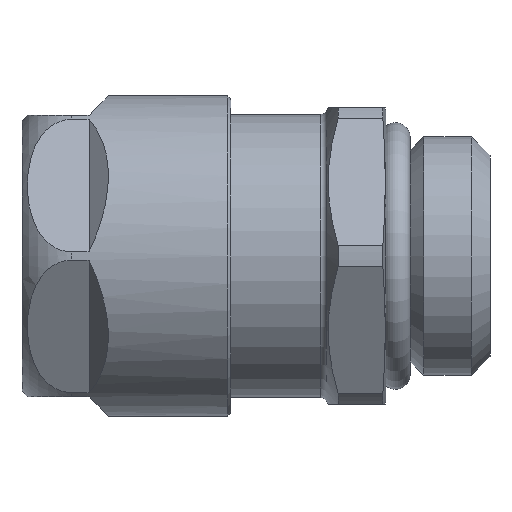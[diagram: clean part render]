
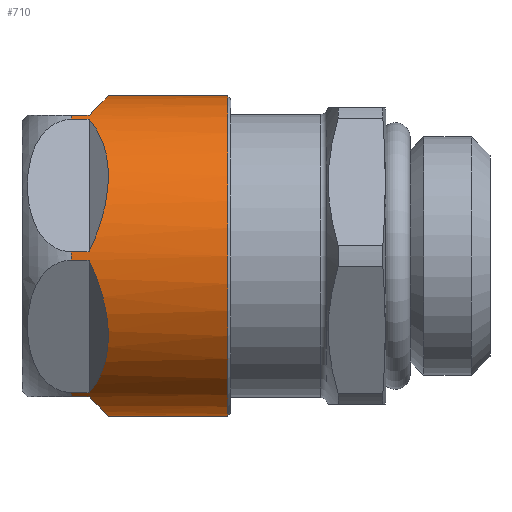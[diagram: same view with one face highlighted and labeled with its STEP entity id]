
A CAD part, left-side view. The second image highlights one B-rep face of the part: STEP entity #710.
In plain terms, the highlighted cylindrical face has radius 10.75 mm (diameter 21.5 mm), a full revolution.
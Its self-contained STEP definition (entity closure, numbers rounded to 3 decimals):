
#64=LINE('',#1076,#94);
#65=LINE('',#1080,#95);
#66=LINE('',#1084,#96);
#67=LINE('',#1088,#97);
#68=LINE('',#1092,#98);
#69=LINE('',#1096,#99);
#70=LINE('',#1100,#100);
#71=LINE('',#1104,#101);
#72=LINE('',#1108,#102);
#73=LINE('',#1112,#103);
#74=LINE('',#1116,#104);
#75=LINE('',#1119,#105);
#94=VECTOR('',#865,1000.);
#95=VECTOR('',#868,1000.);
#96=VECTOR('',#871,1000.);
#97=VECTOR('',#874,1000.);
#98=VECTOR('',#877,1000.);
#99=VECTOR('',#880,1000.);
#100=VECTOR('',#883,1000.);
#101=VECTOR('',#886,1000.);
#102=VECTOR('',#889,1000.);
#103=VECTOR('',#892,1000.);
#104=VECTOR('',#895,1000.);
#105=VECTOR('',#898,1000.);
#124=ELLIPSE('',#767,15.203,10.75);
#125=ELLIPSE('',#769,15.203,10.75);
#126=ELLIPSE('',#771,15.203,10.75);
#127=ELLIPSE('',#773,15.203,10.75);
#128=ELLIPSE('',#775,15.203,10.75);
#129=ELLIPSE('',#777,15.203,10.75);
#130=CYLINDRICAL_SURFACE('',#766,10.75);
#144=FACE_BOUND('',#214,.T.);
#166=FACE_OUTER_BOUND('',#213,.T.);
#213=EDGE_LOOP('',(#479,#480,#481,#482,#483,#484,#485,#486,#487,#488,#489,
#490,#491,#492,#493,#494,#495,#496,#497,#498,#499,#500,#501,#502));
#214=EDGE_LOOP('',(#503));
#281=CIRCLE('',#768,10.75);
#282=CIRCLE('',#770,10.75);
#283=CIRCLE('',#772,10.75);
#284=CIRCLE('',#774,10.75);
#285=CIRCLE('',#776,10.75);
#286=CIRCLE('',#778,10.75);
#287=CIRCLE('',#779,10.75);
#319=VERTEX_POINT('',#1072);
#320=VERTEX_POINT('',#1073);
#321=VERTEX_POINT('',#1075);
#322=VERTEX_POINT('',#1077);
#323=VERTEX_POINT('',#1079);
#324=VERTEX_POINT('',#1081);
#325=VERTEX_POINT('',#1083);
#326=VERTEX_POINT('',#1085);
#327=VERTEX_POINT('',#1087);
#328=VERTEX_POINT('',#1089);
#329=VERTEX_POINT('',#1091);
#330=VERTEX_POINT('',#1093);
#331=VERTEX_POINT('',#1095);
#332=VERTEX_POINT('',#1097);
#333=VERTEX_POINT('',#1099);
#334=VERTEX_POINT('',#1101);
#335=VERTEX_POINT('',#1103);
#336=VERTEX_POINT('',#1105);
#337=VERTEX_POINT('',#1107);
#338=VERTEX_POINT('',#1109);
#339=VERTEX_POINT('',#1111);
#340=VERTEX_POINT('',#1113);
#341=VERTEX_POINT('',#1115);
#342=VERTEX_POINT('',#1117);
#343=VERTEX_POINT('',#1120);
#387=EDGE_CURVE('',#319,#320,#124,.T.);
#388=EDGE_CURVE('',#320,#321,#64,.T.);
#389=EDGE_CURVE('',#321,#322,#281,.T.);
#390=EDGE_CURVE('',#322,#323,#65,.T.);
#391=EDGE_CURVE('',#323,#324,#125,.T.);
#392=EDGE_CURVE('',#324,#325,#66,.T.);
#393=EDGE_CURVE('',#325,#326,#282,.T.);
#394=EDGE_CURVE('',#326,#327,#67,.T.);
#395=EDGE_CURVE('',#327,#328,#126,.T.);
#396=EDGE_CURVE('',#328,#329,#68,.T.);
#397=EDGE_CURVE('',#329,#330,#283,.T.);
#398=EDGE_CURVE('',#330,#331,#69,.T.);
#399=EDGE_CURVE('',#331,#332,#127,.T.);
#400=EDGE_CURVE('',#332,#333,#70,.T.);
#401=EDGE_CURVE('',#333,#334,#284,.T.);
#402=EDGE_CURVE('',#334,#335,#71,.T.);
#403=EDGE_CURVE('',#335,#336,#128,.T.);
#404=EDGE_CURVE('',#336,#337,#72,.T.);
#405=EDGE_CURVE('',#337,#338,#285,.T.);
#406=EDGE_CURVE('',#338,#339,#73,.T.);
#407=EDGE_CURVE('',#339,#340,#129,.T.);
#408=EDGE_CURVE('',#340,#341,#74,.T.);
#409=EDGE_CURVE('',#341,#342,#286,.T.);
#410=EDGE_CURVE('',#342,#319,#75,.T.);
#411=EDGE_CURVE('',#343,#343,#287,.T.);
#479=ORIENTED_EDGE('',*,*,#387,.T.);
#480=ORIENTED_EDGE('',*,*,#388,.T.);
#481=ORIENTED_EDGE('',*,*,#389,.T.);
#482=ORIENTED_EDGE('',*,*,#390,.T.);
#483=ORIENTED_EDGE('',*,*,#391,.T.);
#484=ORIENTED_EDGE('',*,*,#392,.T.);
#485=ORIENTED_EDGE('',*,*,#393,.T.);
#486=ORIENTED_EDGE('',*,*,#394,.T.);
#487=ORIENTED_EDGE('',*,*,#395,.T.);
#488=ORIENTED_EDGE('',*,*,#396,.T.);
#489=ORIENTED_EDGE('',*,*,#397,.T.);
#490=ORIENTED_EDGE('',*,*,#398,.T.);
#491=ORIENTED_EDGE('',*,*,#399,.T.);
#492=ORIENTED_EDGE('',*,*,#400,.T.);
#493=ORIENTED_EDGE('',*,*,#401,.T.);
#494=ORIENTED_EDGE('',*,*,#402,.T.);
#495=ORIENTED_EDGE('',*,*,#403,.T.);
#496=ORIENTED_EDGE('',*,*,#404,.T.);
#497=ORIENTED_EDGE('',*,*,#405,.T.);
#498=ORIENTED_EDGE('',*,*,#406,.T.);
#499=ORIENTED_EDGE('',*,*,#407,.T.);
#500=ORIENTED_EDGE('',*,*,#408,.T.);
#501=ORIENTED_EDGE('',*,*,#409,.T.);
#502=ORIENTED_EDGE('',*,*,#410,.T.);
#503=ORIENTED_EDGE('',*,*,#411,.T.);
#710=ADVANCED_FACE('',(#166,#144),#130,.T.);
#766=AXIS2_PLACEMENT_3D('',#1071,#861,#862);
#767=AXIS2_PLACEMENT_3D('',#1074,#863,#864);
#768=AXIS2_PLACEMENT_3D('',#1078,#866,#867);
#769=AXIS2_PLACEMENT_3D('',#1082,#869,#870);
#770=AXIS2_PLACEMENT_3D('',#1086,#872,#873);
#771=AXIS2_PLACEMENT_3D('',#1090,#875,#876);
#772=AXIS2_PLACEMENT_3D('',#1094,#878,#879);
#773=AXIS2_PLACEMENT_3D('',#1098,#881,#882);
#774=AXIS2_PLACEMENT_3D('',#1102,#884,#885);
#775=AXIS2_PLACEMENT_3D('',#1106,#887,#888);
#776=AXIS2_PLACEMENT_3D('',#1110,#890,#891);
#777=AXIS2_PLACEMENT_3D('',#1114,#893,#894);
#778=AXIS2_PLACEMENT_3D('',#1118,#896,#897);
#779=AXIS2_PLACEMENT_3D('',#1121,#899,#900);
#861=DIRECTION('center_axis',(0.,-1.,0.));
#862=DIRECTION('ref_axis',(0.,0.,-1.));
#863=DIRECTION('center_axis',(0.,-0.707,0.707));
#864=DIRECTION('ref_axis',(0.,-0.707,-0.707));
#865=DIRECTION('',(0.,1.,0.));
#866=DIRECTION('center_axis',(0.,-1.,0.));
#867=DIRECTION('ref_axis',(0.,0.,-1.));
#868=DIRECTION('',(0.,-1.,0.));
#869=DIRECTION('center_axis',(-0.612,-0.707,0.354));
#870=DIRECTION('ref_axis',(0.612,-0.707,-0.354));
#871=DIRECTION('',(0.,1.,0.));
#872=DIRECTION('center_axis',(0.,-1.,0.));
#873=DIRECTION('ref_axis',(0.,0.,-1.));
#874=DIRECTION('',(0.,-1.,0.));
#875=DIRECTION('center_axis',(-0.612,-0.707,-0.354));
#876=DIRECTION('ref_axis',(0.612,-0.707,0.354));
#877=DIRECTION('',(0.,1.,0.));
#878=DIRECTION('center_axis',(0.,-1.,0.));
#879=DIRECTION('ref_axis',(0.,0.,-1.));
#880=DIRECTION('',(0.,-1.,0.));
#881=DIRECTION('center_axis',(0.,-0.707,-0.707));
#882=DIRECTION('ref_axis',(0.,0.707,-0.707));
#883=DIRECTION('',(0.,1.,0.));
#884=DIRECTION('center_axis',(0.,-1.,0.));
#885=DIRECTION('ref_axis',(0.,0.,-1.));
#886=DIRECTION('',(0.,-1.,0.));
#887=DIRECTION('center_axis',(0.612,-0.707,-0.354));
#888=DIRECTION('ref_axis',(0.612,0.707,-0.354));
#889=DIRECTION('',(0.,1.,0.));
#890=DIRECTION('center_axis',(0.,-1.,0.));
#891=DIRECTION('ref_axis',(0.,0.,-1.));
#892=DIRECTION('',(0.,-1.,0.));
#893=DIRECTION('center_axis',(0.612,-0.707,0.354));
#894=DIRECTION('ref_axis',(0.612,0.707,0.354));
#895=DIRECTION('',(0.,1.,0.));
#896=DIRECTION('center_axis',(0.,-1.,0.));
#897=DIRECTION('ref_axis',(0.,0.,-1.));
#898=DIRECTION('',(0.,-1.,0.));
#899=DIRECTION('center_axis',(0.,1.,0.));
#900=DIRECTION('ref_axis',(0.,0.,-1.));
#1071=CARTESIAN_POINT('Origin',(0.,0.,0.));
#1072=CARTESIAN_POINT('',(-5.124,26.9,-9.45));
#1073=CARTESIAN_POINT('',(5.124,26.9,-9.45));
#1074=CARTESIAN_POINT('Origin',(0.,36.35,0.));
#1075=CARTESIAN_POINT('',(5.124,28.093,-9.45));
#1076=CARTESIAN_POINT('',(5.124,17.4,-9.45));
#1077=CARTESIAN_POINT('',(5.622,28.093,-9.163));
#1078=CARTESIAN_POINT('Origin',(0.,28.093,0.));
#1079=CARTESIAN_POINT('',(5.622,26.9,-9.163));
#1080=CARTESIAN_POINT('',(5.622,17.4,-9.163));
#1081=CARTESIAN_POINT('',(10.746,26.9,-0.287));
#1082=CARTESIAN_POINT('Origin',(0.,36.35,
0.));
#1083=CARTESIAN_POINT('',(10.746,28.093,-0.287));
#1084=CARTESIAN_POINT('',(10.746,17.4,-0.287));
#1085=CARTESIAN_POINT('',(10.746,28.093,0.287));
#1086=CARTESIAN_POINT('Origin',(0.,28.093,0.));
#1087=CARTESIAN_POINT('',(10.746,26.9,0.287));
#1088=CARTESIAN_POINT('',(10.746,17.4,0.287));
#1089=CARTESIAN_POINT('',(5.622,26.9,9.163));
#1090=CARTESIAN_POINT('Origin',(0.,36.35,
0.));
#1091=CARTESIAN_POINT('',(5.622,28.093,9.163));
#1092=CARTESIAN_POINT('',(5.622,17.4,9.163));
#1093=CARTESIAN_POINT('',(5.124,28.093,9.45));
#1094=CARTESIAN_POINT('Origin',(0.,28.093,0.));
#1095=CARTESIAN_POINT('',(5.124,26.9,9.45));
#1096=CARTESIAN_POINT('',(5.124,17.4,9.45));
#1097=CARTESIAN_POINT('',(-5.124,26.9,9.45));
#1098=CARTESIAN_POINT('Origin',(0.,36.35,
0.));
#1099=CARTESIAN_POINT('',(-5.124,28.093,9.45));
#1100=CARTESIAN_POINT('',(-5.124,17.4,9.45));
#1101=CARTESIAN_POINT('',(-5.622,28.093,9.163));
#1102=CARTESIAN_POINT('Origin',(0.,28.093,0.));
#1103=CARTESIAN_POINT('',(-5.622,26.9,9.163));
#1104=CARTESIAN_POINT('',(-5.622,17.4,9.163));
#1105=CARTESIAN_POINT('',(-10.746,26.9,0.287));
#1106=CARTESIAN_POINT('Origin',(0.,36.35,0.));
#1107=CARTESIAN_POINT('',(-10.746,28.093,0.287));
#1108=CARTESIAN_POINT('',(-10.746,17.4,0.287));
#1109=CARTESIAN_POINT('',(-10.746,28.093,-0.287));
#1110=CARTESIAN_POINT('Origin',(0.,28.093,0.));
#1111=CARTESIAN_POINT('',(-10.746,26.9,-0.287));
#1112=CARTESIAN_POINT('',(-10.746,17.4,-0.287));
#1113=CARTESIAN_POINT('',(-5.622,26.9,-9.163));
#1114=CARTESIAN_POINT('Origin',(0.,36.35,0.));
#1115=CARTESIAN_POINT('',(-5.622,28.093,-9.163));
#1116=CARTESIAN_POINT('',(-5.622,17.4,-9.163));
#1117=CARTESIAN_POINT('',(-5.124,28.093,-9.45));
#1118=CARTESIAN_POINT('Origin',(0.,28.093,0.));
#1119=CARTESIAN_POINT('',(-5.124,17.4,-9.45));
#1120=CARTESIAN_POINT('',(0.,17.6,-10.75));
#1121=CARTESIAN_POINT('Origin',(0.,17.6,0.));
